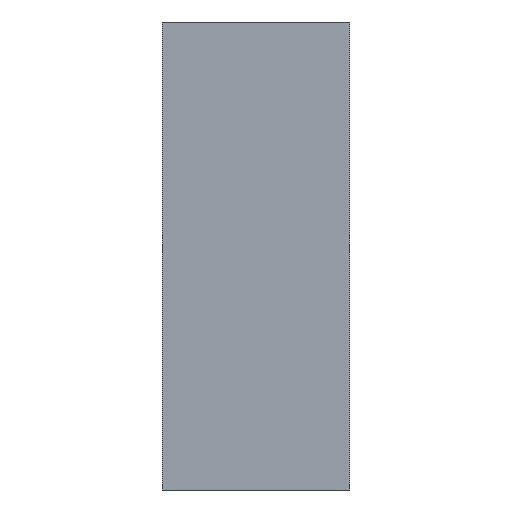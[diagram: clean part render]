
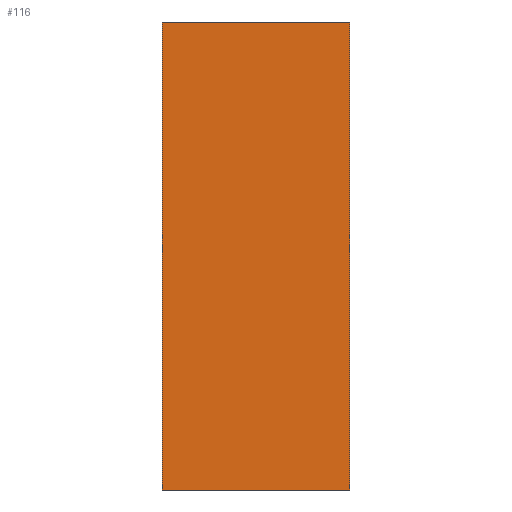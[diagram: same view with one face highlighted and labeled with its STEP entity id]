
A CAD part, left-side view. The second image highlights one B-rep face of the part: STEP entity #116.
In plain terms, the highlighted planar face has unit normal (-1, 0, 0).
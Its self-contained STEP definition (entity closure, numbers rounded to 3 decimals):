
#11 = VECTOR ( 'NONE', #22, 1000. ) ;
#17 = CARTESIAN_POINT ( 'NONE',  ( -57.352, -23.35, 25. ) ) ;
#18 = LINE ( 'NONE', #17, #11 ) ;
#22 = DIRECTION ( 'NONE',  ( 0., 0., -1. ) ) ;
#84 = VERTEX_POINT ( 'NONE', #351 ) ;
#86 = ORIENTED_EDGE ( 'NONE', *, *, #146, .F. ) ;
#100 = VERTEX_POINT ( 'NONE', #396 ) ;
#112 = ORIENTED_EDGE ( 'NONE', *, *, #121, .F. ) ;
#113 = VERTEX_POINT ( 'NONE', #397 ) ;
#116 = ADVANCED_FACE ( 'NONE', ( #377 ), #310, .F. ) ;
#121 = EDGE_CURVE ( 'NONE', #155, #113, #18, .T. ) ;
#122 = ORIENTED_EDGE ( 'NONE', *, *, #158, .T. ) ;
#124 = EDGE_LOOP ( 'NONE', ( #125, #112, #86, #122 ) ) ;
#125 = ORIENTED_EDGE ( 'NONE', *, *, #134, .T. ) ;
#134 = EDGE_CURVE ( 'NONE', #100, #113, #447, .T. ) ;
#146 = EDGE_CURVE ( 'NONE', #84, #155, #325, .T. ) ;
#155 = VERTEX_POINT ( 'NONE', #520 ) ;
#158 = EDGE_CURVE ( 'NONE', #84, #100, #509, .T. ) ;
#310 = PLANE ( 'NONE',  #318 ) ;
#312 = DIRECTION ( 'NONE',  ( 1., 0., 0. ) ) ;
#313 = DIRECTION ( 'NONE',  ( 0., -1., 0. ) ) ;
#314 = DIRECTION ( 'NONE',  ( 0., 0., -1. ) ) ;
#316 = VECTOR ( 'NONE', #313, 1000. ) ;
#317 = CARTESIAN_POINT ( 'NONE',  ( -57.352, -13.35, 25. ) ) ;
#318 = AXIS2_PLACEMENT_3D ( 'NONE', #321, #312, #314 ) ;
#321 = CARTESIAN_POINT ( 'NONE',  ( -57.352, -13.35, 25. ) ) ;
#325 = LINE ( 'NONE', #317, #316 ) ;
#351 = CARTESIAN_POINT ( 'NONE',  ( -57.352, -13.35, 25. ) ) ;
#377 = FACE_OUTER_BOUND ( 'NONE', #124, .T. ) ;
#396 = CARTESIAN_POINT ( 'NONE',  ( -57.352, -13.35, 0. ) ) ;
#397 = CARTESIAN_POINT ( 'NONE',  ( -57.352, -23.35, 0. ) ) ;
#447 = LINE ( 'NONE', #449, #457 ) ;
#449 = CARTESIAN_POINT ( 'NONE',  ( -57.352, -13.35, 0. ) ) ;
#457 = VECTOR ( 'NONE', #481, 1000. ) ;
#481 = DIRECTION ( 'NONE',  ( 0., -1., 0. ) ) ;
#493 = VECTOR ( 'NONE', #530, 1000. ) ;
#509 = LINE ( 'NONE', #516, #493 ) ;
#516 = CARTESIAN_POINT ( 'NONE',  ( -57.352, -13.35, 25. ) ) ;
#520 = CARTESIAN_POINT ( 'NONE',  ( -57.352, -23.35, 25. ) ) ;
#530 = DIRECTION ( 'NONE',  ( 0., 0., -1. ) ) ;
